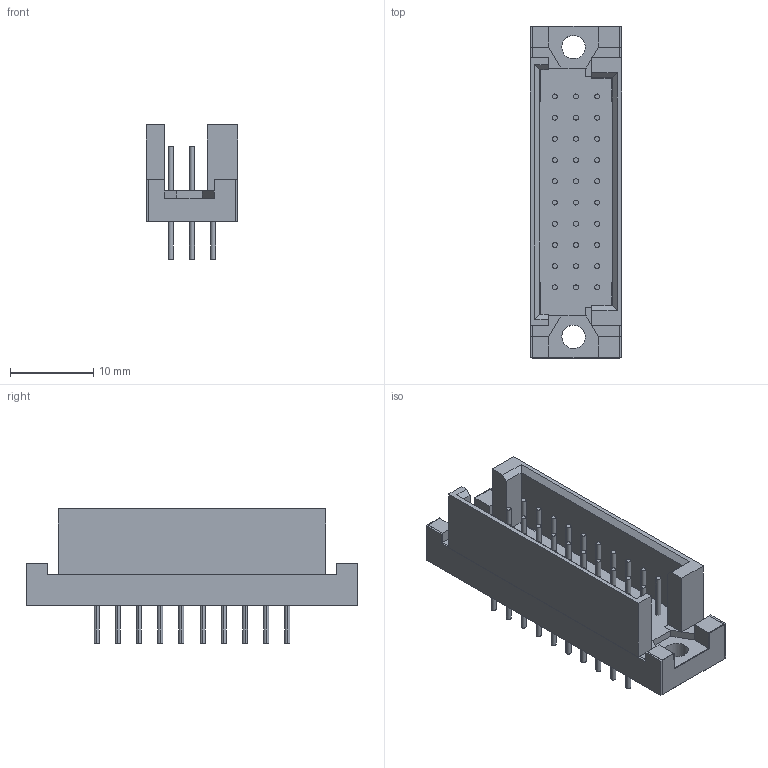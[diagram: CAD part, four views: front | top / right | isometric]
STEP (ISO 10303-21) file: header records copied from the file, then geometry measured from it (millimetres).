
FILE_DESCRIPTION((''),'2;1');
FILE_NAME('ERNI_004500.stp','2010-01-05T17:17:47',(''),(''),'Mechanical Desktop 2006','Mechanical Desktop 2006',', , ');
FILE_SCHEMA(('AUTOMOTIVE_DESIGN { 1 2 10303 214 0 1 1 1 }'));
Length unit declared in the file: millimetre
Products named in the file (1): Product
Bounding box: 11 x 39.76 x 16.1 mm (x, y, z)
Volume: 2374.3 mm3; surface area: 4233.2 mm2
Topology: 67 solids, 67 shells, 345 faces, 631 edges, 424 vertices
Faces by surface type: plane 191, cylinder 120, bspline 34
Entity records: 8545 total; most frequent: CARTESIAN_POINT 1720, DIRECTION 1391, ORIENTED_EDGE 1262, EDGE_CURVE 631, AXIS2_PLACEMENT_3D 552, VERTEX_POINT 424, EDGE_LOOP 353, FACE_OUTER_BOUND 345
